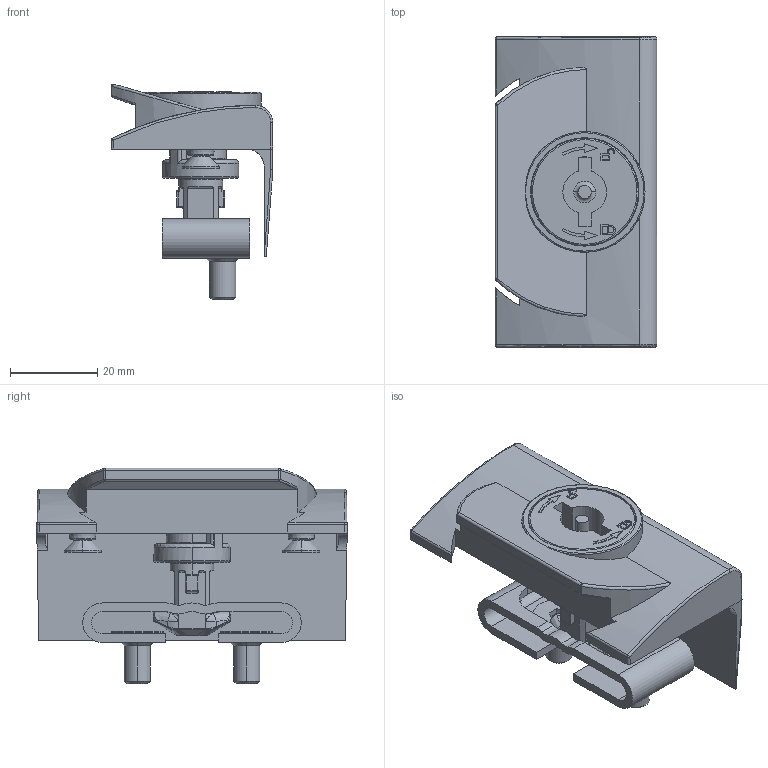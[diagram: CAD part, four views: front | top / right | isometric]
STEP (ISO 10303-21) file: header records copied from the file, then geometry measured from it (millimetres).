
FILE_DESCRIPTION(('STEP AP214'),'1');
FILE_NAME('cctmp_B59490EC-E282-4AA8-B366-B8CFC15A10B8_2024_05_23_12_37_57_0489..stp','2024-05-23T10:37:58',('SIEMENS A&D'),('CADClick - www.CADClick.com'),'Spatial InterOp 3D',' ','unknown authorization');
FILE_SCHEMA(('AUTOMOTIVE_DESIGN'));
Length unit declared in the file: millimetre
Products named in the file (8): cc_unnamed; 2024_05_23_12_37_57_0456; 2024_05_23_12_37_57_0415; 2024_05_23_12_37_57_0374; 2024_05_23_12_37_57_0333; 2024_05_23_12_37_57_0292; 2024_05_23_12_37_57_0251; 2024_05_23_12_37_57_0209
Assembly tree (7 placements, depth 2):
  cc_unnamed
    2024_05_23_12_37_57_0456
    2024_05_23_12_37_57_0415
    2024_05_23_12_37_57_0374
    2024_05_23_12_37_57_0333
    2024_05_23_12_37_57_0292
    2024_05_23_12_37_57_0251
    2024_05_23_12_37_57_0209
Bounding box: 37 x 71 x 49.34 mm (x, y, z)
Volume: 23194.5 mm3; surface area: 22342.4 mm2
Topology: 7 solids, 7 shells, 677 faces, 1726 edges, 1063 vertices
Faces by surface type: plane 256, cylinder 234, bspline 84, torus 56, sphere 25, cone 22
Full cylindrical faces by diameter (mm): 3 x2, 4.3 x2, 24.8 x1
Entity records: 39290 total; most frequent: CARTESIAN_POINT 17982, ORIENTED_EDGE 3350, DIRECTION 3123, EDGE_CURVE 1675, AXIS2_PLACEMENT_3D 1141, VERTEX_POINT 1054, LINE 841, VECTOR 841
